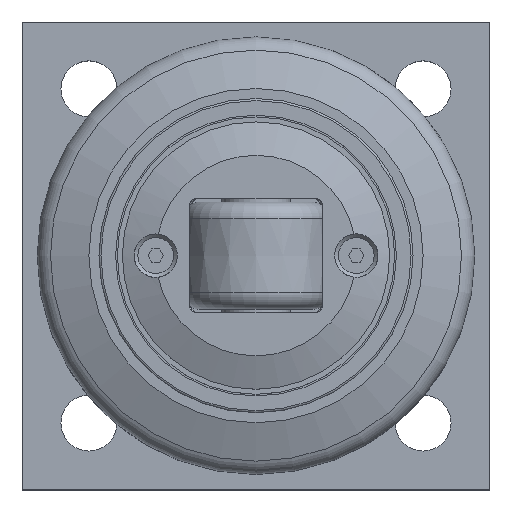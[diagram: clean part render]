
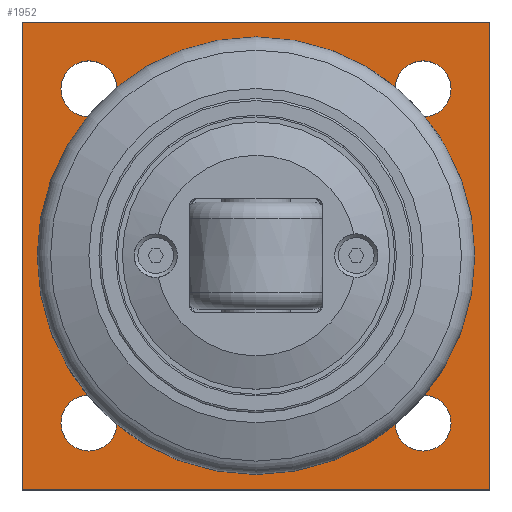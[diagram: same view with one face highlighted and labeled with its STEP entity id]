
A CAD part, top view. The second image highlights one B-rep face of the part: STEP entity #1952.
In plain terms, the highlighted planar face has unit normal (0, 0, 1).
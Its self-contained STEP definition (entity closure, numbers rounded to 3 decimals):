
#125=FACE_BOUND('',#472,.T.);
#126=FACE_BOUND('',#473,.T.);
#127=FACE_BOUND('',#474,.T.);
#128=FACE_BOUND('',#475,.T.);
#129=FACE_BOUND('',#476,.T.);
#202=CIRCLE('',#2121,20.5);
#208=CIRCLE('',#2130,4.188);
#209=CIRCLE('',#2131,4.188);
#211=CIRCLE('',#2134,4.188);
#212=CIRCLE('',#2135,4.188);
#214=CIRCLE('',#2138,4.188);
#215=CIRCLE('',#2139,4.188);
#217=CIRCLE('',#2142,4.188);
#218=CIRCLE('',#2143,4.188);
#346=FACE_OUTER_BOUND('',#471,.T.);
#471=EDGE_LOOP('',(#1500,#1501,#1502,#1503));
#472=EDGE_LOOP('',(#1504));
#473=EDGE_LOOP('',(#1505,#1506));
#474=EDGE_LOOP('',(#1507,#1508));
#475=EDGE_LOOP('',(#1509,#1510));
#476=EDGE_LOOP('',(#1511,#1512));
#590=LINE('',#3438,#696);
#594=LINE('',#3446,#700);
#597=LINE('',#3452,#703);
#600=LINE('',#3457,#706);
#696=VECTOR('',#2554,10.);
#700=VECTOR('',#2560,10.);
#703=VECTOR('',#2565,10.);
#706=VECTOR('',#2570,10.);
#836=VERTEX_POINT('',#3387);
#842=VERTEX_POINT('',#3404);
#843=VERTEX_POINT('',#3405);
#845=VERTEX_POINT('',#3412);
#846=VERTEX_POINT('',#3413);
#848=VERTEX_POINT('',#3420);
#849=VERTEX_POINT('',#3421);
#851=VERTEX_POINT('',#3428);
#852=VERTEX_POINT('',#3429);
#854=VERTEX_POINT('',#3436);
#855=VERTEX_POINT('',#3437);
#858=VERTEX_POINT('',#3445);
#860=VERTEX_POINT('',#3451);
#1070=EDGE_CURVE('',#836,#836,#202,.T.);
#1077=EDGE_CURVE('',#842,#843,#208,.T.);
#1078=EDGE_CURVE('',#843,#842,#209,.T.);
#1081=EDGE_CURVE('',#845,#846,#211,.T.);
#1082=EDGE_CURVE('',#846,#845,#212,.T.);
#1085=EDGE_CURVE('',#848,#849,#214,.T.);
#1086=EDGE_CURVE('',#849,#848,#215,.T.);
#1089=EDGE_CURVE('',#851,#852,#217,.T.);
#1090=EDGE_CURVE('',#852,#851,#218,.T.);
#1093=EDGE_CURVE('',#854,#855,#590,.T.);
#1097=EDGE_CURVE('',#855,#858,#594,.T.);
#1100=EDGE_CURVE('',#858,#860,#597,.T.);
#1103=EDGE_CURVE('',#860,#854,#600,.T.);
#1500=ORIENTED_EDGE('',*,*,#1093,.F.);
#1501=ORIENTED_EDGE('',*,*,#1103,.F.);
#1502=ORIENTED_EDGE('',*,*,#1100,.F.);
#1503=ORIENTED_EDGE('',*,*,#1097,.F.);
#1504=ORIENTED_EDGE('',*,*,#1070,.T.);
#1505=ORIENTED_EDGE('',*,*,#1077,.T.);
#1506=ORIENTED_EDGE('',*,*,#1078,.T.);
#1507=ORIENTED_EDGE('',*,*,#1081,.T.);
#1508=ORIENTED_EDGE('',*,*,#1082,.T.);
#1509=ORIENTED_EDGE('',*,*,#1085,.T.);
#1510=ORIENTED_EDGE('',*,*,#1086,.T.);
#1511=ORIENTED_EDGE('',*,*,#1089,.T.);
#1512=ORIENTED_EDGE('',*,*,#1090,.T.);
#1879=PLANE('',#2150);
#1952=ADVANCED_FACE('',(#346,#125,#126,#127,#128,#129),#1879,.T.);
#2121=AXIS2_PLACEMENT_3D('',#3389,#2499,#2500);
#2130=AXIS2_PLACEMENT_3D('',#3406,#2518,#2519);
#2131=AXIS2_PLACEMENT_3D('',#3407,#2520,#2521);
#2134=AXIS2_PLACEMENT_3D('',#3414,#2527,#2528);
#2135=AXIS2_PLACEMENT_3D('',#3415,#2529,#2530);
#2138=AXIS2_PLACEMENT_3D('',#3422,#2536,#2537);
#2139=AXIS2_PLACEMENT_3D('',#3423,#2538,#2539);
#2142=AXIS2_PLACEMENT_3D('',#3430,#2545,#2546);
#2143=AXIS2_PLACEMENT_3D('',#3431,#2547,#2548);
#2150=AXIS2_PLACEMENT_3D('',#3460,#2574,#2575);
#2499=DIRECTION('center_axis',(0.,0.,-1.));
#2500=DIRECTION('ref_axis',(-1.,0.,0.));
#2518=DIRECTION('center_axis',(0.,0.,-1.));
#2519=DIRECTION('ref_axis',(1.,0.,0.));
#2520=DIRECTION('center_axis',(0.,0.,-1.));
#2521=DIRECTION('ref_axis',(1.,0.,0.));
#2527=DIRECTION('center_axis',(0.,0.,-1.));
#2528=DIRECTION('ref_axis',(1.,0.,0.));
#2529=DIRECTION('center_axis',(0.,0.,-1.));
#2530=DIRECTION('ref_axis',(1.,0.,0.));
#2536=DIRECTION('center_axis',(0.,0.,-1.));
#2537=DIRECTION('ref_axis',(1.,0.,0.));
#2538=DIRECTION('center_axis',(0.,0.,-1.));
#2539=DIRECTION('ref_axis',(1.,0.,0.));
#2545=DIRECTION('center_axis',(0.,0.,-1.));
#2546=DIRECTION('ref_axis',(1.,0.,0.));
#2547=DIRECTION('center_axis',(0.,0.,-1.));
#2548=DIRECTION('ref_axis',(1.,0.,0.));
#2554=DIRECTION('',(0.,1.,0.));
#2560=DIRECTION('',(1.,0.,0.));
#2565=DIRECTION('',(0.,-1.,0.));
#2570=DIRECTION('',(-1.,0.,0.));
#2574=DIRECTION('center_axis',(0.,0.,1.));
#2575=DIRECTION('ref_axis',(1.,0.,0.));
#3387=CARTESIAN_POINT('',(55.5,35.,12.));
#3389=CARTESIAN_POINT('Origin',(35.,35.,12.));
#3404=CARTESIAN_POINT('',(14.188,10.,12.));
#3405=CARTESIAN_POINT('',(5.812,10.,12.));
#3406=CARTESIAN_POINT('Origin',(10.,10.,12.));
#3407=CARTESIAN_POINT('Origin',(10.,10.,12.));
#3412=CARTESIAN_POINT('',(64.188,10.,12.));
#3413=CARTESIAN_POINT('',(55.812,10.,12.));
#3414=CARTESIAN_POINT('Origin',(60.,10.,12.));
#3415=CARTESIAN_POINT('Origin',(60.,10.,12.));
#3420=CARTESIAN_POINT('',(64.188,60.,12.));
#3421=CARTESIAN_POINT('',(55.812,60.,12.));
#3422=CARTESIAN_POINT('Origin',(60.,60.,12.));
#3423=CARTESIAN_POINT('Origin',(60.,60.,12.));
#3428=CARTESIAN_POINT('',(14.188,60.,12.));
#3429=CARTESIAN_POINT('',(5.812,60.,12.));
#3430=CARTESIAN_POINT('Origin',(10.,60.,12.));
#3431=CARTESIAN_POINT('Origin',(10.,60.,12.));
#3436=CARTESIAN_POINT('',(0.,0.,12.));
#3437=CARTESIAN_POINT('',(0.,70.,12.));
#3438=CARTESIAN_POINT('',(0.,70.,12.));
#3445=CARTESIAN_POINT('',(70.,70.,12.));
#3446=CARTESIAN_POINT('',(70.,70.,12.));
#3451=CARTESIAN_POINT('',(70.,0.,12.));
#3452=CARTESIAN_POINT('',(70.,0.,12.));
#3457=CARTESIAN_POINT('',(0.,0.,12.));
#3460=CARTESIAN_POINT('Origin',(35.,35.,12.));
